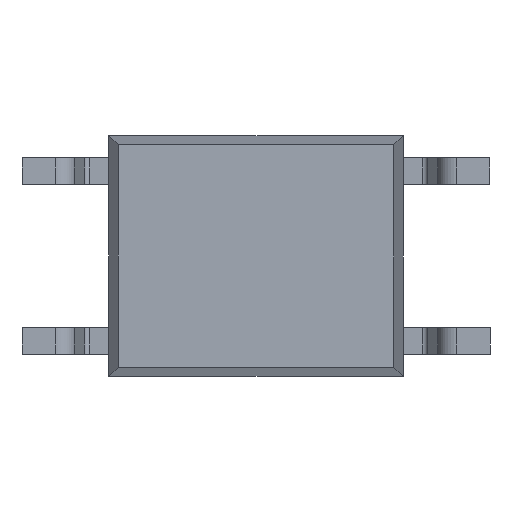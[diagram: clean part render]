
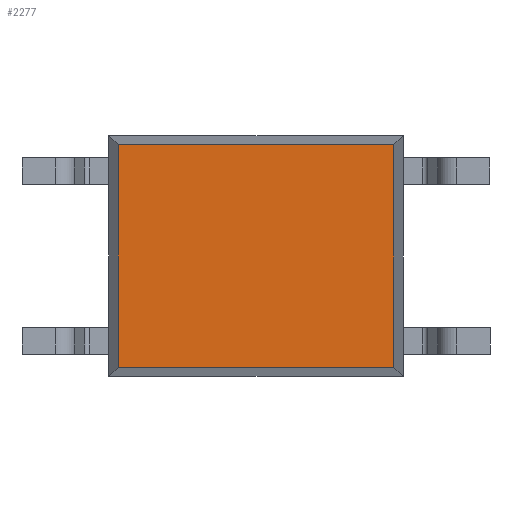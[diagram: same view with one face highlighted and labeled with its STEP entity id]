
A CAD part, front view. The second image highlights one B-rep face of the part: STEP entity #2277.
In plain terms, the highlighted planar face has unit normal (0, -1, 0).
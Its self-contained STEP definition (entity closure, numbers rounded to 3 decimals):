
#11 = CARTESIAN_POINT ( 'NONE',  ( -2.063, 0.2, 1.663 ) ) ;
#83 = CARTESIAN_POINT ( 'NONE',  ( 0., 0.2, 0. ) ) ;
#170 = ORIENTED_EDGE ( 'NONE', *, *, #1802, .T. ) ;
#198 = PLANE ( 'NONE',  #2352 ) ;
#205 = EDGE_CURVE ( 'NONE', #2257, #779, #438, .T. ) ;
#257 = LINE ( 'NONE', #1850, #455 ) ;
#326 = DIRECTION ( 'NONE',  ( -1., 0., 0. ) ) ;
#438 = LINE ( 'NONE', #2280, #716 ) ;
#455 = VECTOR ( 'NONE', #756, 1000. ) ;
#473 = EDGE_LOOP ( 'NONE', ( #1860, #170, #1632, #996 ) ) ;
#502 = FACE_OUTER_BOUND ( 'NONE', #473, .T. ) ;
#544 = VERTEX_POINT ( 'NONE', #836 ) ;
#562 = LINE ( 'NONE', #1265, #706 ) ;
#574 = CARTESIAN_POINT ( 'NONE',  ( -2.063, 0.2, -1.663 ) ) ;
#652 = EDGE_CURVE ( 'NONE', #1665, #544, #1647, .T. ) ;
#706 = VECTOR ( 'NONE', #326, 1000. ) ;
#716 = VECTOR ( 'NONE', #1535, 1000. ) ;
#756 = DIRECTION ( 'NONE',  ( 1., 0., 0. ) ) ;
#779 = VERTEX_POINT ( 'NONE', #574 ) ;
#836 = CARTESIAN_POINT ( 'NONE',  ( 2.063, 0.2, 1.663 ) ) ;
#996 = ORIENTED_EDGE ( 'NONE', *, *, #2204, .T. ) ;
#1043 = CARTESIAN_POINT ( 'NONE',  ( 2.063, 0.2, -1.663 ) ) ;
#1265 = CARTESIAN_POINT ( 'NONE',  ( 2.2, 0.2, 1.663 ) ) ;
#1333 = DIRECTION ( 'NONE',  ( 0., -1., 0. ) ) ;
#1457 = CARTESIAN_POINT ( 'NONE',  ( 2.063, 0.2, -1.8 ) ) ;
#1514 = DIRECTION ( 'NONE',  ( 1., 0., 0. ) ) ;
#1535 = DIRECTION ( 'NONE',  ( 0., 0., -1. ) ) ;
#1632 = ORIENTED_EDGE ( 'NONE', *, *, #205, .T. ) ;
#1647 = LINE ( 'NONE', #1457, #2131 ) ;
#1665 = VERTEX_POINT ( 'NONE', #1043 ) ;
#1802 = EDGE_CURVE ( 'NONE', #544, #2257, #562, .T. ) ;
#1850 = CARTESIAN_POINT ( 'NONE',  ( -2.2, 0.2, -1.663 ) ) ;
#1860 = ORIENTED_EDGE ( 'NONE', *, *, #652, .T. ) ;
#2131 = VECTOR ( 'NONE', #2355, 1000. ) ;
#2204 = EDGE_CURVE ( 'NONE', #779, #1665, #257, .T. ) ;
#2257 = VERTEX_POINT ( 'NONE', #11 ) ;
#2277 = ADVANCED_FACE ( 'NONE', ( #502 ), #198, .T. ) ;
#2280 = CARTESIAN_POINT ( 'NONE',  ( -2.063, 0.2, 1.8 ) ) ;
#2352 = AXIS2_PLACEMENT_3D ( 'NONE', #83, #1333, #1514 ) ;
#2355 = DIRECTION ( 'NONE',  ( 0., 0., 1. ) ) ;
